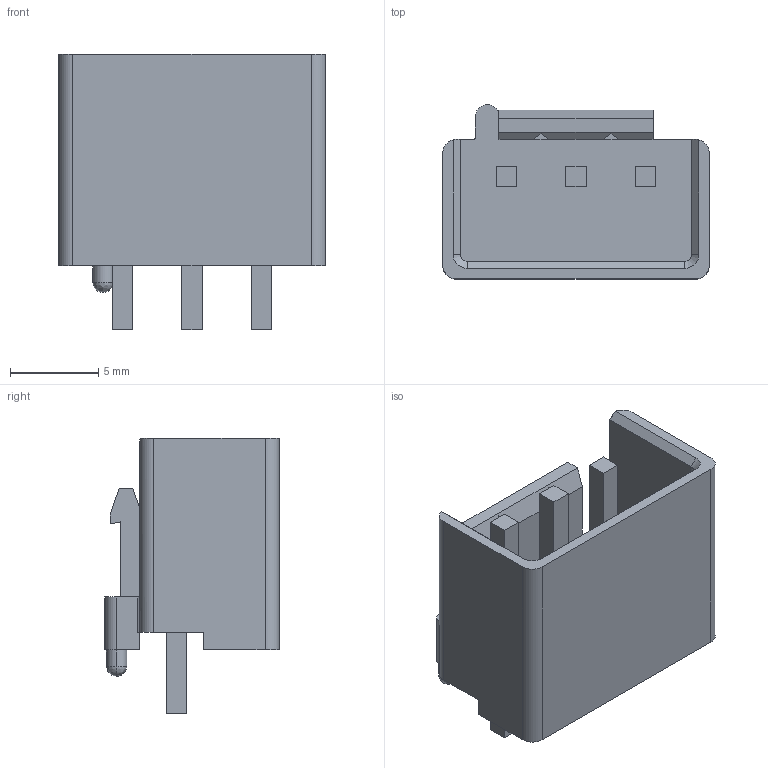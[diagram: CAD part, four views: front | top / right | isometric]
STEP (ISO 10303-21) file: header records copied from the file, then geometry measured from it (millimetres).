
FILE_DESCRIPTION((''),'2;1');
FILE_NAME('C-1877285-3','2016-04-04T',('workeradm'),('Tyco Electronics Ltd.'),'CREO PARAMETRIC BY PTC INC, 2015200','CREO PARAMETRIC BY PTC INC, 2015200','');
FILE_SCHEMA(('AUTOMOTIVE_DESIGN { 1 0 10303 214 1 1 1 1 }'));
Length unit declared in the file: millimetre
Products named in the file (1): C-1877285-3
Bounding box: 15.13 x 9.89 x 15.62 mm (x, y, z)
Volume: 696.8 mm3; surface area: 1237.2 mm2
Topology: 1 solids, 1 shells, 92 faces, 236 edges, 153 vertices
Faces by surface type: plane 78, cylinder 10, bspline 2, cone 2
Entity records: 2832 total; most frequent: CARTESIAN_POINT 540, ORIENTED_EDGE 472, DIRECTION 440, EDGE_CURVE 236, VECTOR 208, LINE 208, VERTEX_POINT 153, AXIS2_PLACEMENT_3D 116
